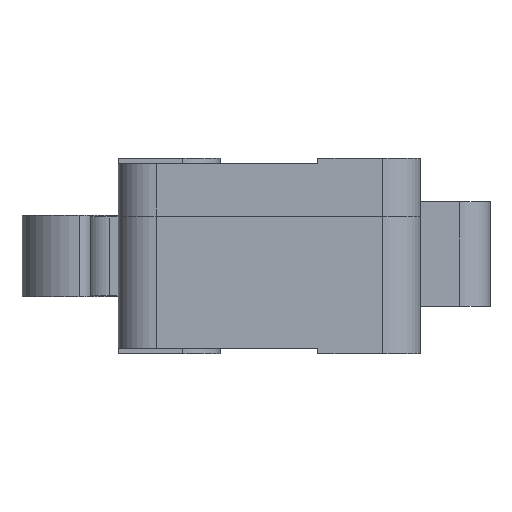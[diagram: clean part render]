
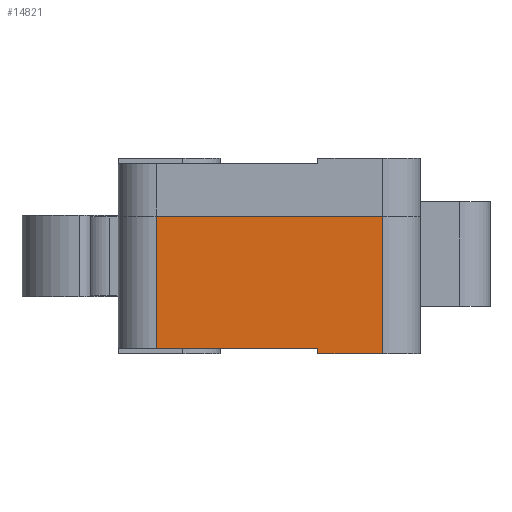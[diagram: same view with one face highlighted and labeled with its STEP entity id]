
A CAD part, left-side view. The second image highlights one B-rep face of the part: STEP entity #14821.
In plain terms, the highlighted planar face has unit normal (-1, 0, 0).
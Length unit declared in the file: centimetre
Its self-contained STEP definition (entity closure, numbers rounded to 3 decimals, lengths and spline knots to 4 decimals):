
#1674=FACE_OUTER_BOUND('',#2515,.T.);
#2515=EDGE_LOOP('',(#13519,#13520,#13521,#13522,#13523,#13524));
#3630=LINE('',#24100,#5225);
#4093=LINE('',#26935,#5688);
#4096=LINE('',#26943,#5691);
#4099=LINE('',#26952,#5694);
#4102=LINE('',#26958,#5697);
#4114=LINE('',#26988,#5709);
#5225=VECTOR('',#17439,1.);
#5688=VECTOR('',#18456,1.);
#5691=VECTOR('',#18463,1.);
#5694=VECTOR('',#18476,1.);
#5697=VECTOR('',#18485,1.);
#5709=VECTOR('',#18523,1.);
#6831=VERTEX_POINT('',#24088);
#6834=VERTEX_POINT('',#24099);
#7119=VERTEX_POINT('',#26931);
#7120=VERTEX_POINT('',#26933);
#7123=VERTEX_POINT('',#26942);
#7124=VERTEX_POINT('',#26950);
#8629=EDGE_CURVE('',#6834,#6831,#3630,.T.);
#9242=EDGE_CURVE('',#7119,#7120,#4093,.T.);
#9246=EDGE_CURVE('',#7123,#7119,#4096,.T.);
#9251=EDGE_CURVE('',#7124,#7120,#4099,.T.);
#9254=EDGE_CURVE('',#7123,#6831,#4102,.T.);
#9268=EDGE_CURVE('',#7124,#6834,#4114,.T.);
#13519=ORIENTED_EDGE('',*,*,#8629,.T.);
#13520=ORIENTED_EDGE('',*,*,#9254,.F.);
#13521=ORIENTED_EDGE('',*,*,#9246,.T.);
#13522=ORIENTED_EDGE('',*,*,#9242,.T.);
#13523=ORIENTED_EDGE('',*,*,#9251,.F.);
#13524=ORIENTED_EDGE('',*,*,#9268,.T.);
#14048=PLANE('',#15534);
#14821=ADVANCED_FACE('',(#1674),#14048,.T.);
#15534=AXIS2_PLACEMENT_3D('',#26987,#18521,#18522);
#17439=DIRECTION('',(0.,1.,0.));
#18456=DIRECTION('',(0.,0.,-1.));
#18463=DIRECTION('',(0.,-1.,0.));
#18476=DIRECTION('',(0.,1.,0.));
#18485=DIRECTION('',(0.,0.,1.));
#18521=DIRECTION('center_axis',(-1.,0.,0.));
#18522=DIRECTION('ref_axis',(0.,0.,1.));
#18523=DIRECTION('',(0.,0.,1.));
#24088=CARTESIAN_POINT('',(-2.89,0.6425,0.725));
#24099=CARTESIAN_POINT('',(-2.89,-0.5475,0.725));
#24100=CARTESIAN_POINT('',(-2.89,0.1475,0.725));
#26931=CARTESIAN_POINT('',(-2.89,-0.2075,0.03));
#26933=CARTESIAN_POINT('',(-2.89,-0.2075,0.));
#26935=CARTESIAN_POINT('',(-2.89,-0.2075,0.));
#26942=CARTESIAN_POINT('',(-2.89,0.6425,0.03));
#26943=CARTESIAN_POINT('',(-2.89,-0.246,0.03));
#26950=CARTESIAN_POINT('',(-2.89,-0.5475,0.));
#26952=CARTESIAN_POINT('',(-2.89,-0.5475,0.));
#26958=CARTESIAN_POINT('',(-2.89,0.6425,0.));
#26987=CARTESIAN_POINT('Origin',(-2.89,-0.5475,0.));
#26988=CARTESIAN_POINT('',(-2.89,-0.5475,0.));
